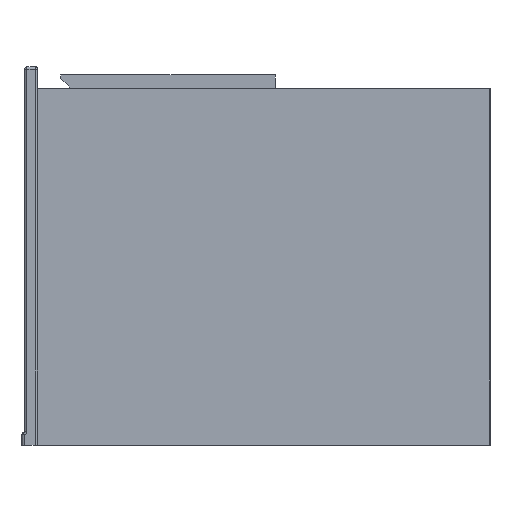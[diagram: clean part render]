
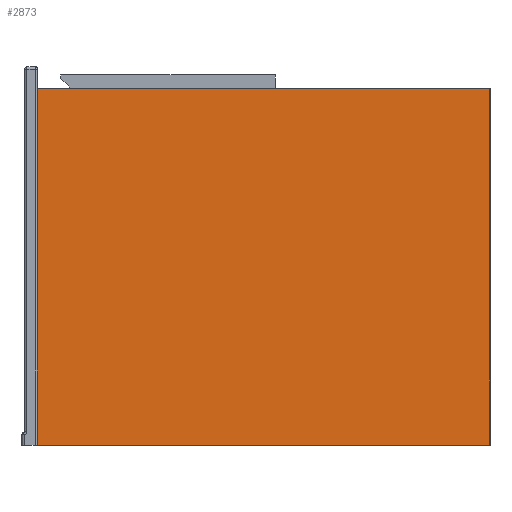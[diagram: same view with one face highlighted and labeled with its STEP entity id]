
A CAD part, left-side view. The second image highlights one B-rep face of the part: STEP entity #2873.
In plain terms, the highlighted planar face has unit normal (-1, 0, 0).
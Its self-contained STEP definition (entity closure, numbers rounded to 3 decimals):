
#31 = VERTEX_POINT ( 'NONE', #3144 ) ;
#416 = EDGE_CURVE ( 'NONE', #450, #732, #985, .T. ) ;
#450 = VERTEX_POINT ( 'NONE', #3161 ) ;
#514 = VECTOR ( 'NONE', #2048, 1000. ) ;
#533 = VERTEX_POINT ( 'NONE', #4138 ) ;
#670 = CARTESIAN_POINT ( 'NONE',  ( -444., 275., 434. ) ) ;
#732 = VERTEX_POINT ( 'NONE', #670 ) ;
#985 = LINE ( 'NONE', #3792, #514 ) ;
#1015 = EDGE_LOOP ( 'NONE', ( #2588, #1266, #3318, #4250 ) ) ;
#1039 = CARTESIAN_POINT ( 'NONE',  ( -444., 275., 434. ) ) ;
#1050 = EDGE_CURVE ( 'NONE', #450, #533, #3250, .T. ) ;
#1266 = ORIENTED_EDGE ( 'NONE', *, *, #1050, .F. ) ;
#1465 = DIRECTION ( 'NONE',  ( 0., 1., 0. ) ) ;
#2048 = DIRECTION ( 'NONE',  ( 0., 1., 0. ) ) ;
#2079 = LINE ( 'NONE', #3462, #3296 ) ;
#2321 = EDGE_CURVE ( 'NONE', #732, #31, #2079, .T. ) ;
#2382 = DIRECTION ( 'NONE',  ( -1., 0., 0. ) ) ;
#2576 = CARTESIAN_POINT ( 'NONE',  ( -444., 275., 0. ) ) ;
#2582 = FACE_OUTER_BOUND ( 'NONE', #1015, .T. ) ;
#2588 = ORIENTED_EDGE ( 'NONE', *, *, #3639, .F. ) ;
#2711 = DIRECTION ( 'NONE',  ( 0., 0., 1. ) ) ;
#2873 = ADVANCED_FACE ( 'NONE', ( #2582 ), #3731, .T. ) ;
#2893 = AXIS2_PLACEMENT_3D ( 'NONE', #1039, #2382, #2711 ) ;
#2925 = VECTOR ( 'NONE', #3285, 1000. ) ;
#3144 = CARTESIAN_POINT ( 'NONE',  ( -444., 275., 0. ) ) ;
#3161 = CARTESIAN_POINT ( 'NONE',  ( -444., -275., 434. ) ) ;
#3250 = LINE ( 'NONE', #3977, #2925 ) ;
#3285 = DIRECTION ( 'NONE',  ( 0., 0., -1. ) ) ;
#3296 = VECTOR ( 'NONE', #4169, 1000. ) ;
#3318 = ORIENTED_EDGE ( 'NONE', *, *, #416, .T. ) ;
#3462 = CARTESIAN_POINT ( 'NONE',  ( -444., 275., 434. ) ) ;
#3639 = EDGE_CURVE ( 'NONE', #533, #31, #3990, .T. ) ;
#3731 = PLANE ( 'NONE',  #2893 ) ;
#3735 = VECTOR ( 'NONE', #1465, 1000. ) ;
#3792 = CARTESIAN_POINT ( 'NONE',  ( -444., 275., 434. ) ) ;
#3977 = CARTESIAN_POINT ( 'NONE',  ( -444., -275., 434. ) ) ;
#3990 = LINE ( 'NONE', #2576, #3735 ) ;
#4138 = CARTESIAN_POINT ( 'NONE',  ( -444., -275., 0. ) ) ;
#4169 = DIRECTION ( 'NONE',  ( 0., 0., -1. ) ) ;
#4250 = ORIENTED_EDGE ( 'NONE', *, *, #2321, .T. ) ;
